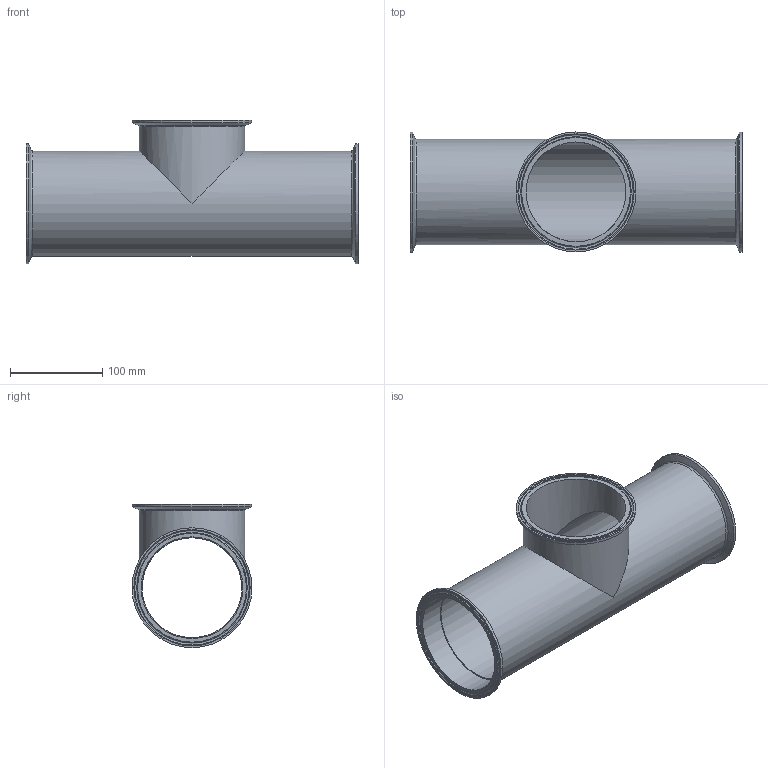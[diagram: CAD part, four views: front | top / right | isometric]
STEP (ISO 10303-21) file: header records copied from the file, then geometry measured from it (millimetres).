
FILE_DESCRIPTION(/* description */ (''),/* implementation_level */ '2;1');
FILE_NAME(/* name */ '7MD(S) 45.stp',/* time_stamp */ '2022-04-20T11:26:22+09:00',/* author */ ('3dcad-eng'),/* organization */ (''),/* preprocessor_version */ 'ST-DEVELOPER v18.1',/* originating_system */ 'Autodesk Inventor 2022',/* authorisation */ '');
FILE_SCHEMA (('AUTOMOTIVE_DESIGN { 1 0 10303 214 3 1 1 }'));
Length unit declared in the file: millimetre
Products named in the file (1): 7MD(S)45
Bounding box: 360 x 130 x 155.4 mm (x, y, z)
Volume: 414320.1 mm3; surface area: 286214.9 mm2
Topology: 1 solids, 1 shells, 38 faces, 88 edges, 56 vertices
Faces by surface type: torus 12, cone 9, cylinder 9, plane 8
Full cylindrical faces by diameter (mm): 108.3 x2, 110.3 x2, 114.3 x2, 130 x3
Entity records: 1165 total; most frequent: DIRECTION 234, CARTESIAN_POINT 183, ORIENTED_EDGE 176, AXIS2_PLACEMENT_3D 107, EDGE_CURVE 88, CIRCLE 62, VERTEX_POINT 56, EDGE_LOOP 46
